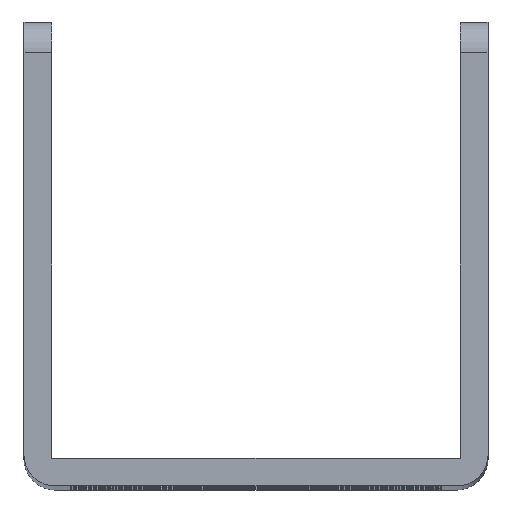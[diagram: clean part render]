
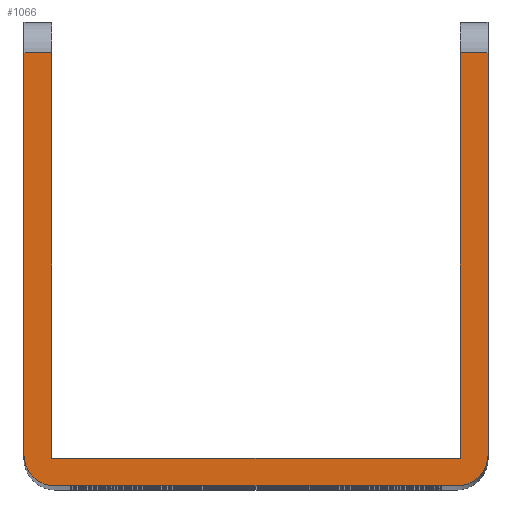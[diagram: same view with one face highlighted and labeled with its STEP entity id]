
A CAD part, top view. The second image highlights one B-rep face of the part: STEP entity #1066.
In plain terms, the highlighted planar face has unit normal (0, 0, 1).
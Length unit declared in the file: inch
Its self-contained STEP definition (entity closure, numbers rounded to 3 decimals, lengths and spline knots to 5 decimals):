
#410 = CARTESIAN_POINT ( 'NONE',  ( 1.41, 0.09, 7.5 ) ) ;
#439 = ORIENTED_EDGE ( 'NONE', *, *, #4551, .T. ) ;
#516 = CARTESIAN_POINT ( 'NONE',  ( 0.09, 0.09, 7.5 ) ) ;
#758 = LINE ( 'NONE', #17958, #15766 ) ;
#810 = VECTOR ( 'NONE', #23978, 39.37008 ) ;
#1066 = ADVANCED_FACE ( 'NONE', ( #10117 ), #23399, .F. ) ;
#1452 = CARTESIAN_POINT ( 'NONE',  ( 1.5, 0., 7.5 ) ) ;
#1474 = LINE ( 'NONE', #1452, #810 ) ;
#1844 = DIRECTION ( 'NONE',  ( -1., 0., 0. ) ) ;
#2430 = LINE ( 'NONE', #7385, #4661 ) ;
#3643 = ORIENTED_EDGE ( 'NONE', *, *, #22804, .T. ) ;
#4551 = EDGE_CURVE ( 'NONE', #12776, #20524, #1474, .T. ) ;
#4629 = CIRCLE ( 'NONE', #8886, 0.1 ) ;
#4661 = VECTOR ( 'NONE', #25875, 39.37008 ) ;
#4775 = DIRECTION ( 'NONE',  ( 0., 1., 0. ) ) ;
#5130 = LINE ( 'NONE', #20491, #23997 ) ;
#5137 = CARTESIAN_POINT ( 'NONE',  ( 1.5, 0.1, 7.5 ) ) ;
#5325 = EDGE_LOOP ( 'NONE', ( #22609, #16127, #25172, #3643, #439, #8782, #12477, #14626, #12463, #5835 ) ) ;
#5561 = CARTESIAN_POINT ( 'NONE',  ( 0., 0.1, 7.5 ) ) ;
#5835 = ORIENTED_EDGE ( 'NONE', *, *, #17906, .T. ) ;
#7049 = CARTESIAN_POINT ( 'NONE',  ( 0.09, 1.4, 7.5 ) ) ;
#7350 = DIRECTION ( 'NONE',  ( -1., 0., 0. ) ) ;
#7385 = CARTESIAN_POINT ( 'NONE',  ( 1.41, 0.09, 7.5 ) ) ;
#7418 = DIRECTION ( 'NONE',  ( 0., 0., 1. ) ) ;
#7832 = EDGE_CURVE ( 'NONE', #22409, #14332, #24836, .T. ) ;
#7872 = VERTEX_POINT ( 'NONE', #410 ) ;
#7883 = CARTESIAN_POINT ( 'NONE',  ( 0., 1.4, 7.5 ) ) ;
#7914 = AXIS2_PLACEMENT_3D ( 'NONE', #17649, #7418, #21708 ) ;
#8034 = VERTEX_POINT ( 'NONE', #26263 ) ;
#8642 = EDGE_CURVE ( 'NONE', #15268, #7872, #2430, .T. ) ;
#8653 = CARTESIAN_POINT ( 'NONE',  ( 0.1, 0.1, 7.5 ) ) ;
#8782 = ORIENTED_EDGE ( 'NONE', *, *, #25535, .T. ) ;
#8886 = AXIS2_PLACEMENT_3D ( 'NONE', #8653, #16918, #24831 ) ;
#9734 = DIRECTION ( 'NONE',  ( 0., -1., 0. ) ) ;
#9837 = VECTOR ( 'NONE', #4775, 39.37008 ) ;
#10103 = DIRECTION ( 'NONE',  ( -1., 0., 0. ) ) ;
#10117 = FACE_OUTER_BOUND ( 'NONE', #5325, .T. ) ;
#10538 = VECTOR ( 'NONE', #21897, 39.37008 ) ;
#11096 = DIRECTION ( 'NONE',  ( 0., 0., -1. ) ) ;
#11149 = CIRCLE ( 'NONE', #7914, 0.1 ) ;
#11786 = VECTOR ( 'NONE', #10103, 39.37008 ) ;
#12463 = ORIENTED_EDGE ( 'NONE', *, *, #8642, .T. ) ;
#12477 = ORIENTED_EDGE ( 'NONE', *, *, #7832, .T. ) ;
#12524 = DIRECTION ( 'NONE',  ( 0., 1., 0. ) ) ;
#12733 = VERTEX_POINT ( 'NONE', #5561 ) ;
#12776 = VERTEX_POINT ( 'NONE', #26015 ) ;
#12969 = VECTOR ( 'NONE', #12524, 39.37008 ) ;
#14332 = VERTEX_POINT ( 'NONE', #22567 ) ;
#14626 = ORIENTED_EDGE ( 'NONE', *, *, #25076, .T. ) ;
#15268 = VERTEX_POINT ( 'NONE', #23617 ) ;
#15338 = EDGE_CURVE ( 'NONE', #8034, #12733, #758, .T. ) ;
#15766 = VECTOR ( 'NONE', #9734, 39.37008 ) ;
#15849 = VERTEX_POINT ( 'NONE', #516 ) ;
#16127 = ORIENTED_EDGE ( 'NONE', *, *, #17814, .T. ) ;
#16918 = DIRECTION ( 'NONE',  ( 0., 0., 1. ) ) ;
#17236 = LINE ( 'NONE', #18331, #11786 ) ;
#17649 = CARTESIAN_POINT ( 'NONE',  ( 1.4, 0.1, 7.5 ) ) ;
#17662 = AXIS2_PLACEMENT_3D ( 'NONE', #25544, #11096, #7350 ) ;
#17814 = EDGE_CURVE ( 'NONE', #25467, #8034, #5130, .T. ) ;
#17906 = EDGE_CURVE ( 'NONE', #7872, #15849, #17236, .T. ) ;
#17958 = CARTESIAN_POINT ( 'NONE',  ( 0., 0., 7.5 ) ) ;
#18331 = CARTESIAN_POINT ( 'NONE',  ( 0.09, 0.09, 7.5 ) ) ;
#18770 = CARTESIAN_POINT ( 'NONE',  ( 0.09, 1.5, 7.5 ) ) ;
#19239 = EDGE_CURVE ( 'NONE', #15849, #25467, #25177, .T. ) ;
#20164 = LINE ( 'NONE', #7883, #10538 ) ;
#20491 = CARTESIAN_POINT ( 'NONE',  ( 0., 1.4, 7.5 ) ) ;
#20524 = VERTEX_POINT ( 'NONE', #25251 ) ;
#21708 = DIRECTION ( 'NONE',  ( -1., 0., 0. ) ) ;
#21897 = DIRECTION ( 'NONE',  ( -1., 0., 0. ) ) ;
#22409 = VERTEX_POINT ( 'NONE', #5137 ) ;
#22567 = CARTESIAN_POINT ( 'NONE',  ( 1.5, 1.4, 7.5 ) ) ;
#22609 = ORIENTED_EDGE ( 'NONE', *, *, #19239, .T. ) ;
#22804 = EDGE_CURVE ( 'NONE', #12733, #12776, #4629, .T. ) ;
#23399 = PLANE ( 'NONE',  #17662 ) ;
#23617 = CARTESIAN_POINT ( 'NONE',  ( 1.41, 1.4, 7.5 ) ) ;
#23978 = DIRECTION ( 'NONE',  ( 1., 0., 0. ) ) ;
#23997 = VECTOR ( 'NONE', #1844, 39.37008 ) ;
#24831 = DIRECTION ( 'NONE',  ( -1., 0., 0. ) ) ;
#24836 = LINE ( 'NONE', #25084, #12969 ) ;
#25076 = EDGE_CURVE ( 'NONE', #14332, #15268, #20164, .T. ) ;
#25084 = CARTESIAN_POINT ( 'NONE',  ( 1.5, 1.5, 7.5 ) ) ;
#25172 = ORIENTED_EDGE ( 'NONE', *, *, #15338, .T. ) ;
#25177 = LINE ( 'NONE', #18770, #9837 ) ;
#25251 = CARTESIAN_POINT ( 'NONE',  ( 1.4, 0., 7.5 ) ) ;
#25467 = VERTEX_POINT ( 'NONE', #7049 ) ;
#25535 = EDGE_CURVE ( 'NONE', #20524, #22409, #11149, .T. ) ;
#25544 = CARTESIAN_POINT ( 'NONE',  ( 0., 0., 7.5 ) ) ;
#25875 = DIRECTION ( 'NONE',  ( 0., -1., 0. ) ) ;
#26015 = CARTESIAN_POINT ( 'NONE',  ( 0.1, 0., 7.5 ) ) ;
#26263 = CARTESIAN_POINT ( 'NONE',  ( 0., 1.4, 7.5 ) ) ;
